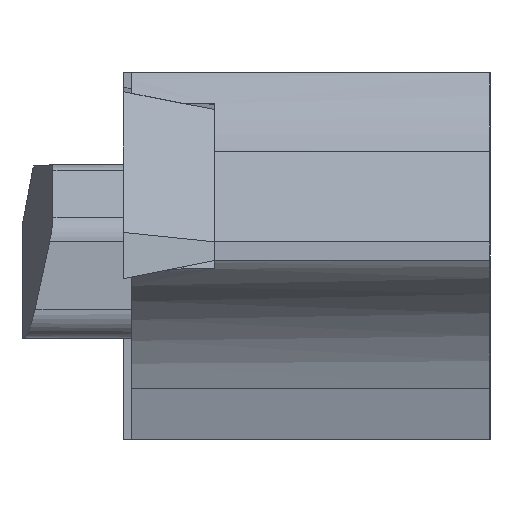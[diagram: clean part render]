
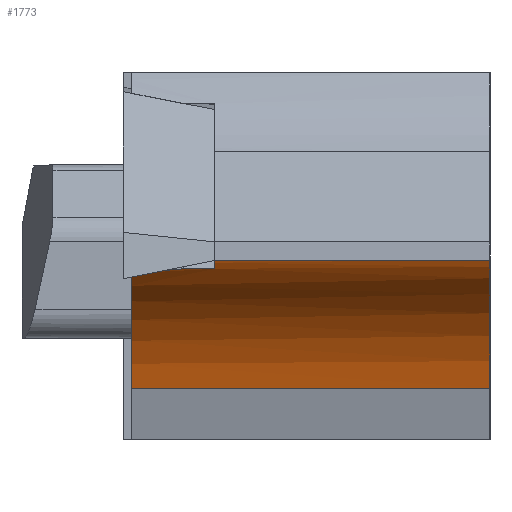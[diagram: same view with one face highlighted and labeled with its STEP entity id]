
A CAD part, left-side view. The second image highlights one B-rep face of the part: STEP entity #1773.
In plain terms, the highlighted cylindrical face has radius 6.1 mm (diameter 12.2 mm), a partial arc.
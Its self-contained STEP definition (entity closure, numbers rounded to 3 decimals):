
#33 = VERTEX_POINT ( 'NONE', #1995 ) ;
#38 = CIRCLE ( 'NONE', #1532, 6.1 ) ;
#69 = ORIENTED_EDGE ( 'NONE', *, *, #1125, .T. ) ;
#108 = CYLINDRICAL_SURFACE ( 'NONE', #2137, 6.1 ) ;
#145 = EDGE_CURVE ( 'NONE', #33, #923, #2294, .T. ) ;
#164 = CARTESIAN_POINT ( 'NONE',  ( -93.684, 127., -19.104 ) ) ;
#197 = EDGE_CURVE ( 'NONE', #1834, #2290, #2388, .T. ) ;
#228 = CARTESIAN_POINT ( 'NONE',  ( -87.792, 127., -23.625 ) ) ;
#260 = CARTESIAN_POINT ( 'NONE',  ( -93.684, -3.18, -25.204 ) ) ;
#298 = DIRECTION ( 'NONE',  ( 0., -1., 0. ) ) ;
#449 = DIRECTION ( 'NONE',  ( 0., 0., 1. ) ) ;
#468 = ORIENTED_EDGE ( 'NONE', *, *, #1991, .F. ) ;
#476 = DIRECTION ( 'NONE',  ( 0., 0., 1. ) ) ;
#479 = DIRECTION ( 'NONE',  ( 0., 0., 1. ) ) ;
#509 = CIRCLE ( 'NONE', #1899, 6.1 ) ;
#522 = AXIS2_PLACEMENT_3D ( 'NONE', #1256, #298, #479 ) ;
#559 = EDGE_CURVE ( 'NONE', #33, #777, #2390, .T. ) ;
#569 = VECTOR ( 'NONE', #1835, 1000. ) ;
#636 = ORIENTED_EDGE ( 'NONE', *, *, #197, .F. ) ;
#675 = ORIENTED_EDGE ( 'NONE', *, *, #1336, .T. ) ;
#741 = VERTEX_POINT ( 'NONE', #2248 ) ;
#763 = DIRECTION ( 'NONE',  ( 0., 1., 0. ) ) ;
#777 = VERTEX_POINT ( 'NONE', #2296 ) ;
#879 = CARTESIAN_POINT ( 'NONE',  ( -91.285, -0.912, -19.593 ) ) ;
#883 = CARTESIAN_POINT ( 'NONE',  ( -93.684, -3.18, -19.104 ) ) ;
#923 = VERTEX_POINT ( 'NONE', #2155 ) ;
#973 = ORIENTED_EDGE ( 'NONE', *, *, #145, .F. ) ;
#1069 = LINE ( 'NONE', #228, #569 ) ;
#1086 = CARTESIAN_POINT ( 'NONE',  ( -91.161, -0.3, -19.65 ) ) ;
#1125 = EDGE_CURVE ( 'NONE', #777, #2084, #2004, .T. ) ;
#1130 = FACE_OUTER_BOUND ( 'NONE', #1923, .T. ) ;
#1180 = CARTESIAN_POINT ( 'NONE',  ( -87.792, -0.3, -23.625 ) ) ;
#1185 = DIRECTION ( 'NONE',  ( 0., -1., 0. ) ) ;
#1190 = AXIS2_PLACEMENT_3D ( 'NONE', #2094, #763, #1904 ) ;
#1256 = CARTESIAN_POINT ( 'NONE',  ( -93.684, -3.18, -25.204 ) ) ;
#1305 = CARTESIAN_POINT ( 'NONE',  ( -91.54, 127., -19.493 ) ) ;
#1312 = DIRECTION ( 'NONE',  ( 0., -1., 0. ) ) ;
#1323 = CARTESIAN_POINT ( 'NONE',  ( -93.684, -12.7, -19.104 ) ) ;
#1336 = EDGE_CURVE ( 'NONE', #741, #2290, #509, .T. ) ;
#1344 = ORIENTED_EDGE ( 'NONE', *, *, #2153, .F. ) ;
#1364 = CARTESIAN_POINT ( 'NONE',  ( -93.684, -12.7, -25.204 ) ) ;
#1433 = ORIENTED_EDGE ( 'NONE', *, *, #1513, .T. ) ;
#1456 = CARTESIAN_POINT ( 'NONE',  ( -91.412, -1.512, -19.541 ) ) ;
#1513 = EDGE_CURVE ( 'NONE', #2084, #741, #1069, .T. ) ;
#1532 = AXIS2_PLACEMENT_3D ( 'NONE', #260, #1585, #449 ) ;
#1585 = DIRECTION ( 'NONE',  ( 0., -1., 0. ) ) ;
#1654 = VECTOR ( 'NONE', #1312, 1000. ) ;
#1656 = CARTESIAN_POINT ( 'NONE',  ( -91.54, -2.099, -19.493 ) ) ;
#1770 = CARTESIAN_POINT ( 'NONE',  ( -93.639, -3.18, -19.104 ) ) ;
#1773 = ADVANCED_FACE ( 'NONE', ( #1130 ), #108, .F. ) ;
#1819 = CIRCLE ( 'NONE', #522, 6.1 ) ;
#1827 = DIRECTION ( 'NONE',  ( 0., -1., 0. ) ) ;
#1834 = VERTEX_POINT ( 'NONE', #883 ) ;
#1835 = DIRECTION ( 'NONE',  ( 0., -1., 0. ) ) ;
#1899 = AXIS2_PLACEMENT_3D ( 'NONE', #1364, #1185, #2306 ) ;
#1904 = DIRECTION ( 'NONE',  ( 0., 0., -1. ) ) ;
#1923 = EDGE_LOOP ( 'NONE', ( #636, #1344, #468, #973, #2235, #69, #1433, #675 ) ) ;
#1991 = EDGE_CURVE ( 'NONE', #923, #2120, #1819, .T. ) ;
#1995 = CARTESIAN_POINT ( 'NONE',  ( -91.54, -2.099, -19.493 ) ) ;
#2004 = CIRCLE ( 'NONE', #1190, 6.1 ) ;
#2016 = CARTESIAN_POINT ( 'NONE',  ( -93.684, 127., -25.204 ) ) ;
#2084 = VERTEX_POINT ( 'NONE', #1180 ) ;
#2094 = CARTESIAN_POINT ( 'NONE',  ( -93.684, -0.3, -25.204 ) ) ;
#2120 = VERTEX_POINT ( 'NONE', #1770 ) ;
#2137 = AXIS2_PLACEMENT_3D ( 'NONE', #2016, #1827, #476 ) ;
#2153 = EDGE_CURVE ( 'NONE', #2120, #1834, #38, .T. ) ;
#2155 = CARTESIAN_POINT ( 'NONE',  ( -91.54, -3.18, -19.493 ) ) ;
#2235 = ORIENTED_EDGE ( 'NONE', *, *, #559, .T. ) ;
#2248 = CARTESIAN_POINT ( 'NONE',  ( -87.792, -12.7, -23.625 ) ) ;
#2273 = DIRECTION ( 'NONE',  ( 0., -1., 0. ) ) ;
#2290 = VERTEX_POINT ( 'NONE', #1323 ) ;
#2294 = LINE ( 'NONE', #1305, #2442 ) ;
#2296 = CARTESIAN_POINT ( 'NONE',  ( -91.161, -0.3, -19.65 ) ) ;
#2306 = DIRECTION ( 'NONE',  ( 0., 0., -1. ) ) ;
#2388 = LINE ( 'NONE', #164, #1654 ) ;
#2390 =( BOUNDED_CURVE ( )  B_SPLINE_CURVE ( 3, ( #1656, #1456, #879, #1086 ),
 .UNSPECIFIED., .F., .T. ) 
 B_SPLINE_CURVE_WITH_KNOTS ( ( 4, 4 ),
 ( 0.987, 1.055 ),
 .UNSPECIFIED. ) 
 CURVE ( )  GEOMETRIC_REPRESENTATION_ITEM ( )  RATIONAL_B_SPLINE_CURVE ( ( 1., 1., 1., 1. ) ) 
 REPRESENTATION_ITEM ( '' )  );
#2442 = VECTOR ( 'NONE', #2273, 1000. ) ;
